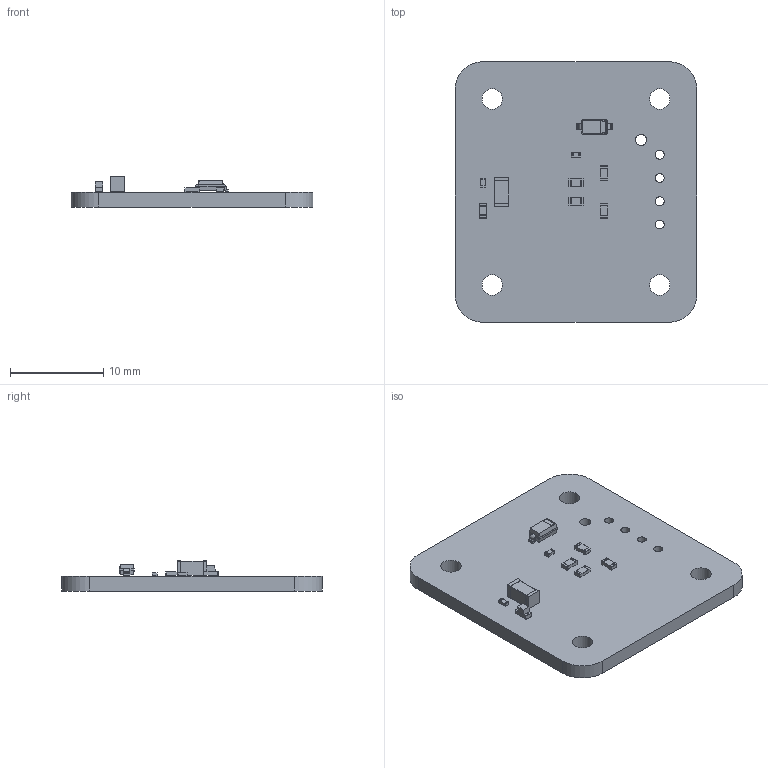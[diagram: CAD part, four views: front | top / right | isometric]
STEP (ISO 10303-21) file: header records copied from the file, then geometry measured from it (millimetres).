
FILE_DESCRIPTION(('KiCad electronic assembly'),'2;1');
FILE_NAME('Lumen Sensor.step','2024-12-26T16:28:13',('Pcbnew'),('Kicad') ,'Open CASCADE STEP processor 7.7','KiCad to STEP converter','Unknown' );
FILE_SCHEMA(('AUTOMOTIVE_DESIGN { 1 0 10303 214 1 1 1 1 }'));
Length unit declared in the file: millimetre
Products named in the file (12): Lumen Sensor 1; R_0603_1608Metric; R_0402_1005Metric; LED_0603_1608Metric; D_SOD-123; D_SOD_123; C_1206_3216Metric; Lumen Sensor_PCB
Assembly tree (15 placements, depth 3):
  Lumen Sensor 1
    R_0603_1608Metric  x4
      R_0603_1608Metric
    R_0402_1005Metric  x2
      R_0402_1005Metric
    LED_0603_1608Metric
      LED_0603_1608Metric
    D_SOD-123
      D_SOD_123
    C_1206_3216Metric
      C_1206_3216Metric
    Lumen Sensor_PCB
Bounding box: 26 x 28 x 3.25 mm (x, y, z)
Volume: 1137.8 mm3; surface area: 1711.5 mm2
Topology: 10 solids, 10 shells, 320 faces, 820 edges, 524 vertices
Faces by surface type: plane 205, cylinder 89, bspline 26
Full cylindrical faces by diameter (mm): 0.95 x4, 1.2 x1, 2.2 x4
Entity records: 8046 total; most frequent: CARTESIAN_POINT 1238, ORIENTED_EDGE 1096, DIRECTION 1042, EDGE_CURVE 548, LINE 402, VECTOR 402, VERTEX_POINT 348, AXIS2_PLACEMENT_3D 320
